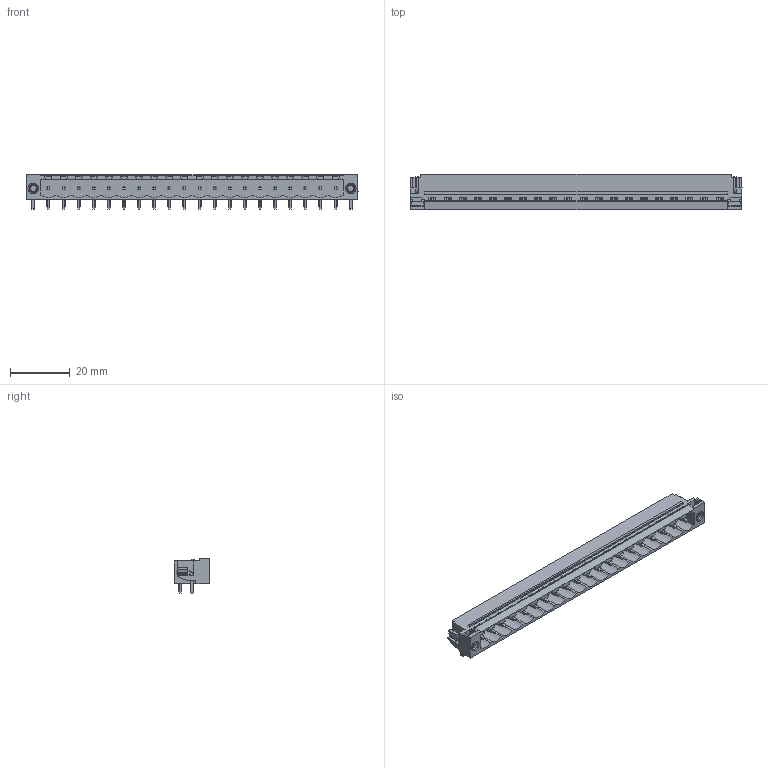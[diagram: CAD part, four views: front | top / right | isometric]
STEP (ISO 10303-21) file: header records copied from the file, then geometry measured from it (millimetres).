
FILE_DESCRIPTION(('CATIA V5 STEP Exchange','CAx-IF Rec.Pracs.--- Model Styling and Organization---1.2---2011-12-15'),'2;1');
FILE_NAME ('D1449333_0', '2018-10-25T07:23:20+00:00', ('none'), ('Weidmueller'), 'CATIA Version 5-6 Release 2014', 'CATIA V5 STEP AP214', 'none');
FILE_SCHEMA(('AUTOMOTIVE_DESIGN { 1 0 10303 214 1 1 1 1 }'));
Length unit declared in the file: millimetre
Products named in the file (1): 1150540000
Bounding box: 111.6 x 12 x 11.63 mm (x, y, z)
Volume: 5208.2 mm3; surface area: 8748.5 mm2
Topology: 25 solids, 25 shells, 1131 faces, 3155 edges, 2034 vertices
Faces by surface type: plane 751, cylinder 368, cone 12
Entity records: 33060 total; most frequent: CARTESIAN_POINT 7312, ORIENTED_EDGE 6310, DIRECTION 3609, EDGE_CURVE 3149, VECTOR 2245, LINE 2245, VERTEX_POINT 2026, EDGE_LOOP 1183
